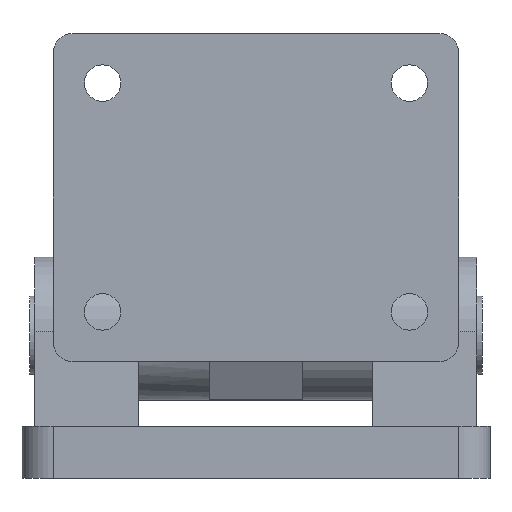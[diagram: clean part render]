
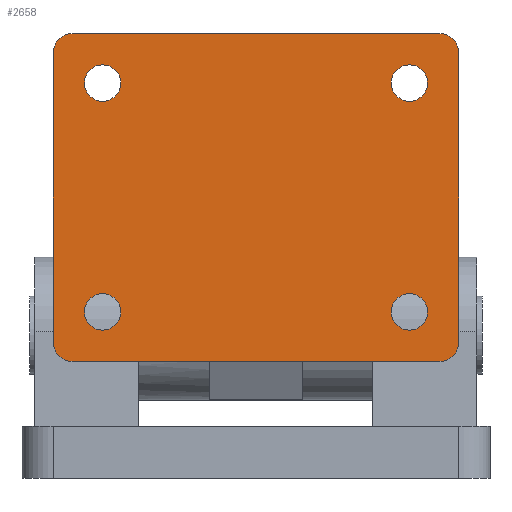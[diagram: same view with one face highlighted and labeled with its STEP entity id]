
A CAD part, left-side view. The second image highlights one B-rep face of the part: STEP entity #2658.
In plain terms, the highlighted face is planar.
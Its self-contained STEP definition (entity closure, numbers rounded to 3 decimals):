
#1983=CARTESIAN_POINT('',(-63.,70.75,0.0));
#1984=VERTEX_POINT('',#1983);
#1991=CARTESIAN_POINT('',(-63.,-70.75,0.0));
#1992=VERTEX_POINT('',#1991);
#1993=CARTESIAN_POINT('',(-63.,-70.75,0.0));
#1994=DIRECTION('',(0.0,1.0,0.0));
#1995=VECTOR('',#1994,141.5);
#1996=LINE('',#1993,#1995);
#1997=EDGE_CURVE('',#1992,#1984,#1996,.T.);
#2014=CARTESIAN_POINT('',(-55.75,78.0,0.0));
#2015=VERTEX_POINT('',#2014);
#2022=CARTESIAN_POINT('',(-55.75,70.75,0.0));
#2023=DIRECTION('',(0.0,0.0,1.));
#2024=DIRECTION('',(-0.707,0.707,0.0));
#2025=AXIS2_PLACEMENT_3D('',#2022,#2023,#2024);
#2026=CIRCLE('',#2025,7.25);
#2027=EDGE_CURVE('',#2015,#1984,#2026,.T.);
#2074=CARTESIAN_POINT('',(55.75,-78.0,0.0));
#2075=VERTEX_POINT('',#2074);
#2082=CARTESIAN_POINT('',(63.,-70.75,0.0));
#2083=VERTEX_POINT('',#2082);
#2084=CARTESIAN_POINT('',(55.75,-70.75,0.0));
#2085=DIRECTION('',(0.0,0.0,1.));
#2086=DIRECTION('',(0.707,-0.707,0.0));
#2087=AXIS2_PLACEMENT_3D('',#2084,#2085,#2086);
#2088=CIRCLE('',#2087,7.25);
#2089=EDGE_CURVE('',#2075,#2083,#2088,.T.);
#2155=CARTESIAN_POINT('',(-55.75,-78.0,0.0));
#2156=VERTEX_POINT('',#2155);
#2163=CARTESIAN_POINT('',(55.75,-78.0,0.0));
#2164=DIRECTION('',(-1.0,0.0,0.0));
#2165=VECTOR('',#2164,111.5);
#2166=LINE('',#2163,#2165);
#2167=EDGE_CURVE('',#2075,#2156,#2166,.T.);
#2191=CARTESIAN_POINT('',(55.75,78.0,0.0));
#2192=VERTEX_POINT('',#2191);
#2199=CARTESIAN_POINT('',(-55.75,78.0,0.0));
#2200=DIRECTION('',(1.0,0.0,0.0));
#2201=VECTOR('',#2200,111.5);
#2202=LINE('',#2199,#2201);
#2203=EDGE_CURVE('',#2015,#2192,#2202,.T.);
#2246=CARTESIAN_POINT('',(63.,70.75,0.0));
#2247=VERTEX_POINT('',#2246);
#2254=CARTESIAN_POINT('',(55.75,70.75,0.0));
#2255=DIRECTION('',(0.0,0.0,1.));
#2256=DIRECTION('',(0.707,0.707,0.0));
#2257=AXIS2_PLACEMENT_3D('',#2254,#2255,#2256);
#2258=CIRCLE('',#2257,7.25);
#2259=EDGE_CURVE('',#2247,#2192,#2258,.T.);
#2272=CARTESIAN_POINT('',(-55.75,-70.75,0.0));
#2273=DIRECTION('',(0.0,0.0,1.));
#2274=DIRECTION('',(-0.707,-0.707,0.0));
#2275=AXIS2_PLACEMENT_3D('',#2272,#2273,#2274);
#2276=CIRCLE('',#2275,7.25);
#2277=EDGE_CURVE('',#1992,#2156,#2276,.T.);
#2473=CARTESIAN_POINT('',(-51.,-59.0,0.0));
#2474=VERTEX_POINT('',#2473);
#2475=CARTESIAN_POINT('',(-44.0,-59.0,0.0));
#2476=DIRECTION('',(0.0,0.0,1.0));
#2477=DIRECTION('',(1.0,0.0,0.0));
#2478=AXIS2_PLACEMENT_3D('',#2475,#2476,#2477);
#2479=CIRCLE('',#2478,7.);
#2480=EDGE_CURVE('',#2474,#2474,#2479,.T.);
#2514=CARTESIAN_POINT('',(37.,59.0,0.0));
#2515=VERTEX_POINT('',#2514);
#2516=CARTESIAN_POINT('',(44.,59.0,0.0));
#2517=DIRECTION('',(0.0,0.0,1.0));
#2518=DIRECTION('',(1.0,0.0,0.0));
#2519=AXIS2_PLACEMENT_3D('',#2516,#2517,#2518);
#2520=CIRCLE('',#2519,7.);
#2521=EDGE_CURVE('',#2515,#2515,#2520,.T.);
#2555=CARTESIAN_POINT('',(37.,-59.0,0.0));
#2556=VERTEX_POINT('',#2555);
#2557=CARTESIAN_POINT('',(44.,-59.0,0.0));
#2558=DIRECTION('',(0.0,0.0,1.0));
#2559=DIRECTION('',(1.0,0.0,0.0));
#2560=AXIS2_PLACEMENT_3D('',#2557,#2558,#2559);
#2561=CIRCLE('',#2560,7.);
#2562=EDGE_CURVE('',#2556,#2556,#2561,.T.);
#2596=CARTESIAN_POINT('',(-51.,59.0,0.0));
#2597=VERTEX_POINT('',#2596);
#2598=CARTESIAN_POINT('',(-44.0,59.0,0.0));
#2599=DIRECTION('',(0.0,0.0,1.0));
#2600=DIRECTION('',(1.0,0.0,0.0));
#2601=AXIS2_PLACEMENT_3D('',#2598,#2599,#2600);
#2602=CIRCLE('',#2601,7.);
#2603=EDGE_CURVE('',#2597,#2597,#2602,.T.);
#2620=CARTESIAN_POINT('',(63.,70.75,0.0));
#2621=DIRECTION('',(0.0,-1.0,0.0));
#2622=VECTOR('',#2621,141.5);
#2623=LINE('',#2620,#2622);
#2624=EDGE_CURVE('',#2247,#2083,#2623,.T.);
#2631=CARTESIAN_POINT('',(0.0,0.,0.0));
#2632=DIRECTION('',(0.0,0.0,1.0));
#2633=DIRECTION('',(1.0,0.0,0.0));
#2634=AXIS2_PLACEMENT_3D('',#2631,#2632,#2633);
#2635=PLANE('',#2634);
#2636=ORIENTED_EDGE('',*,*,#2089,.F.);
#2637=ORIENTED_EDGE('',*,*,#2167,.T.);
#2638=ORIENTED_EDGE('',*,*,#2277,.F.);
#2639=ORIENTED_EDGE('',*,*,#1997,.T.);
#2640=ORIENTED_EDGE('',*,*,#2027,.F.);
#2641=ORIENTED_EDGE('',*,*,#2203,.T.);
#2642=ORIENTED_EDGE('',*,*,#2259,.F.);
#2643=ORIENTED_EDGE('',*,*,#2624,.T.);
#2644=EDGE_LOOP('',(#2636,#2637,#2638,#2639,#2640,#2641,#2642,#2643));
#2645=FACE_OUTER_BOUND('',#2644,.T.);
#2646=ORIENTED_EDGE('',*,*,#2480,.T.);
#2647=EDGE_LOOP('',(#2646));
#2648=FACE_BOUND('',#2647,.T.);
#2649=ORIENTED_EDGE('',*,*,#2521,.T.);
#2650=EDGE_LOOP('',(#2649));
#2651=FACE_BOUND('',#2650,.T.);
#2652=ORIENTED_EDGE('',*,*,#2562,.T.);
#2653=EDGE_LOOP('',(#2652));
#2654=FACE_BOUND('',#2653,.T.);
#2655=ORIENTED_EDGE('',*,*,#2603,.T.);
#2656=EDGE_LOOP('',(#2655));
#2657=FACE_BOUND('',#2656,.T.);
#2658=ADVANCED_FACE('',(#2645,#2648,#2651,#2654,#2657),#2635,.F.);
